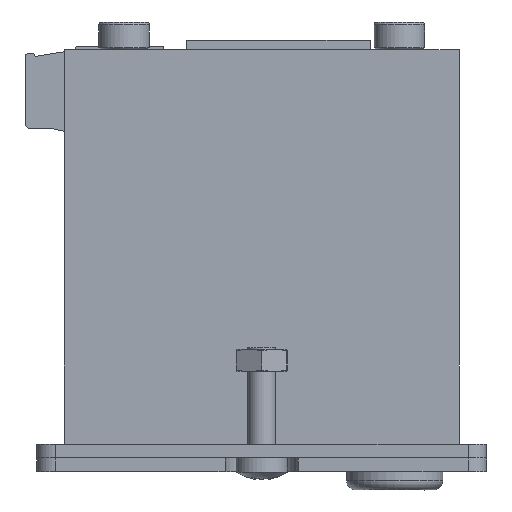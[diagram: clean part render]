
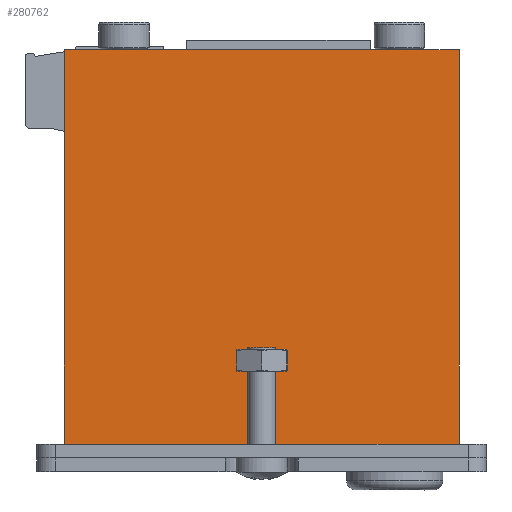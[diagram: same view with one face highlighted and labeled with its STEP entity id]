
A CAD part, left-side view. The second image highlights one B-rep face of the part: STEP entity #280762.
In plain terms, the highlighted planar face has unit normal (-1, 0, 0).
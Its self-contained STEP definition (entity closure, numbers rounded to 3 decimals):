
#279292 = VERTEX_POINT('',#279293);
#279293 = CARTESIAN_POINT('',(0.,43.,0.));
#279302 = PLANE('',#279303);
#279303 = AXIS2_PLACEMENT_3D('',#279304,#279305,#279306);
#279304 = CARTESIAN_POINT('',(0.,43.,0.));
#279305 = DIRECTION('',(0.,1.,0.));
#279306 = DIRECTION('',(1.,0.,0.));
#279314 = PLANE('',#279315);
#279315 = AXIS2_PLACEMENT_3D('',#279316,#279317,#279318);
#279316 = CARTESIAN_POINT('',(45.,21.5,0.));
#279317 = DIRECTION('',(0.,0.,1.));
#279318 = DIRECTION('',(1.,0.,0.));
#279326 = EDGE_CURVE('',#279292,#279327,#279329,.T.);
#279327 = VERTEX_POINT('',#279328);
#279328 = CARTESIAN_POINT('',(0.,43.,43.));
#279329 = SURFACE_CURVE('',#279330,(#279334,#279341),.PCURVE_S1.);
#279330 = LINE('',#279331,#279332);
#279331 = CARTESIAN_POINT('',(0.,43.,0.));
#279332 = VECTOR('',#279333,1.);
#279333 = DIRECTION('',(0.,0.,1.));
#279334 = PCURVE('',#279302,#279335);
#279335 = DEFINITIONAL_REPRESENTATION('',(#279336),#279340);
#279336 = LINE('',#279337,#279338);
#279337 = CARTESIAN_POINT('',(0.,0.));
#279338 = VECTOR('',#279339,1.);
#279339 = DIRECTION('',(0.,-1.));
#279340 = ( GEOMETRIC_REPRESENTATION_CONTEXT(2) 
PARAMETRIC_REPRESENTATION_CONTEXT() REPRESENTATION_CONTEXT('2D SPACE',''
  ) );
#279341 = PCURVE('',#279342,#279347);
#279342 = PLANE('',#279343);
#279343 = AXIS2_PLACEMENT_3D('',#279344,#279345,#279346);
#279344 = CARTESIAN_POINT('',(0.,0.,0.));
#279345 = DIRECTION('',(-1.,0.,0.));
#279346 = DIRECTION('',(0.,1.,0.));
#279347 = DEFINITIONAL_REPRESENTATION('',(#279348),#279352);
#279348 = LINE('',#279349,#279350);
#279349 = CARTESIAN_POINT('',(43.,0.));
#279350 = VECTOR('',#279351,1.);
#279351 = DIRECTION('',(0.,-1.));
#279352 = ( GEOMETRIC_REPRESENTATION_CONTEXT(2) 
PARAMETRIC_REPRESENTATION_CONTEXT() REPRESENTATION_CONTEXT('2D SPACE',''
  ) );
#279370 = PLANE('',#279371);
#279371 = AXIS2_PLACEMENT_3D('',#279372,#279373,#279374);
#279372 = CARTESIAN_POINT('',(45.,21.5,43.));
#279373 = DIRECTION('',(0.,0.,1.));
#279374 = DIRECTION('',(1.,0.,0.));
#279631 = EDGE_CURVE('',#279632,#279292,#279634,.T.);
#279632 = VERTEX_POINT('',#279633);
#279633 = CARTESIAN_POINT('',(0.,37.5,0.));
#279634 = SURFACE_CURVE('',#279635,(#279639,#279646),.PCURVE_S1.);
#279635 = LINE('',#279636,#279637);
#279636 = CARTESIAN_POINT('',(0.,0.,0.));
#279637 = VECTOR('',#279638,1.);
#279638 = DIRECTION('',(0.,1.,0.));
#279639 = PCURVE('',#279314,#279640);
#279640 = DEFINITIONAL_REPRESENTATION('',(#279641),#279645);
#279641 = LINE('',#279642,#279643);
#279642 = CARTESIAN_POINT('',(-45.,-21.5));
#279643 = VECTOR('',#279644,1.);
#279644 = DIRECTION('',(0.,1.));
#279645 = ( GEOMETRIC_REPRESENTATION_CONTEXT(2) 
PARAMETRIC_REPRESENTATION_CONTEXT() REPRESENTATION_CONTEXT('2D SPACE',''
  ) );
#279646 = PCURVE('',#279342,#279647);
#279647 = DEFINITIONAL_REPRESENTATION('',(#279648),#279652);
#279648 = LINE('',#279649,#279650);
#279649 = CARTESIAN_POINT('',(0.,0.));
#279650 = VECTOR('',#279651,1.);
#279651 = DIRECTION('',(1.,0.));
#279652 = ( GEOMETRIC_REPRESENTATION_CONTEXT(2) 
PARAMETRIC_REPRESENTATION_CONTEXT() REPRESENTATION_CONTEXT('2D SPACE',''
  ) );
#280172 = PLANE('',#280173);
#280173 = AXIS2_PLACEMENT_3D('',#280174,#280175,#280176);
#280174 = CARTESIAN_POINT('',(90.,0.,0.));
#280175 = DIRECTION('',(0.,-1.,0.));
#280176 = DIRECTION('',(-1.,0.,0.));
#280299 = EDGE_CURVE('',#280300,#279327,#280302,.T.);
#280300 = VERTEX_POINT('',#280301);
#280301 = CARTESIAN_POINT('',(0.,0.,43.));
#280302 = SURFACE_CURVE('',#280303,(#280307,#280314),.PCURVE_S1.);
#280303 = LINE('',#280304,#280305);
#280304 = CARTESIAN_POINT('',(0.,0.,43.));
#280305 = VECTOR('',#280306,1.);
#280306 = DIRECTION('',(0.,1.,0.));
#280307 = PCURVE('',#279370,#280308);
#280308 = DEFINITIONAL_REPRESENTATION('',(#280309),#280313);
#280309 = LINE('',#280310,#280311);
#280310 = CARTESIAN_POINT('',(-45.,-21.5));
#280311 = VECTOR('',#280312,1.);
#280312 = DIRECTION('',(0.,1.));
#280313 = ( GEOMETRIC_REPRESENTATION_CONTEXT(2) 
PARAMETRIC_REPRESENTATION_CONTEXT() REPRESENTATION_CONTEXT('2D SPACE',''
  ) );
#280314 = PCURVE('',#279342,#280315);
#280315 = DEFINITIONAL_REPRESENTATION('',(#280316),#280320);
#280316 = LINE('',#280317,#280318);
#280317 = CARTESIAN_POINT('',(0.,-43.));
#280318 = VECTOR('',#280319,1.);
#280319 = DIRECTION('',(1.,0.));
#280320 = ( GEOMETRIC_REPRESENTATION_CONTEXT(2) 
PARAMETRIC_REPRESENTATION_CONTEXT() REPRESENTATION_CONTEXT('2D SPACE',''
  ) );
#280762 = ADVANCED_FACE('',(#280763),#279342,.T.);
#280763 = FACE_BOUND('',#280764,.T.);
#280764 = EDGE_LOOP('',(#280765,#280788,#280789,#280790,#280791,#280819,
    #280847,#280875));
#280765 = ORIENTED_EDGE('',*,*,#280766,.T.);
#280766 = EDGE_CURVE('',#280767,#280300,#280769,.T.);
#280767 = VERTEX_POINT('',#280768);
#280768 = CARTESIAN_POINT('',(0.,0.,0.));
#280769 = SURFACE_CURVE('',#280770,(#280774,#280781),.PCURVE_S1.);
#280770 = LINE('',#280771,#280772);
#280771 = CARTESIAN_POINT('',(0.,0.,0.));
#280772 = VECTOR('',#280773,1.);
#280773 = DIRECTION('',(0.,0.,1.));
#280774 = PCURVE('',#279342,#280775);
#280775 = DEFINITIONAL_REPRESENTATION('',(#280776),#280780);
#280776 = LINE('',#280777,#280778);
#280777 = CARTESIAN_POINT('',(0.,0.));
#280778 = VECTOR('',#280779,1.);
#280779 = DIRECTION('',(0.,-1.));
#280780 = ( GEOMETRIC_REPRESENTATION_CONTEXT(2) 
PARAMETRIC_REPRESENTATION_CONTEXT() REPRESENTATION_CONTEXT('2D SPACE',''
  ) );
#280781 = PCURVE('',#280172,#280782);
#280782 = DEFINITIONAL_REPRESENTATION('',(#280783),#280787);
#280783 = LINE('',#280784,#280785);
#280784 = CARTESIAN_POINT('',(90.,0.));
#280785 = VECTOR('',#280786,1.);
#280786 = DIRECTION('',(0.,-1.));
#280787 = ( GEOMETRIC_REPRESENTATION_CONTEXT(2) 
PARAMETRIC_REPRESENTATION_CONTEXT() REPRESENTATION_CONTEXT('2D SPACE',''
  ) );
#280788 = ORIENTED_EDGE('',*,*,#280299,.T.);
#280789 = ORIENTED_EDGE('',*,*,#279326,.F.);
#280790 = ORIENTED_EDGE('',*,*,#279631,.F.);
#280791 = ORIENTED_EDGE('',*,*,#280792,.F.);
#280792 = EDGE_CURVE('',#280793,#279632,#280795,.T.);
#280793 = VERTEX_POINT('',#280794);
#280794 = CARTESIAN_POINT('',(0.,32.5,0.));
#280795 = SURFACE_CURVE('',#280796,(#280800,#280807),.PCURVE_S1.);
#280796 = LINE('',#280797,#280798);
#280797 = CARTESIAN_POINT('',(0.,32.5,0.));
#280798 = VECTOR('',#280799,1.);
#280799 = DIRECTION('',(0.,1.,0.));
#280800 = PCURVE('',#279342,#280801);
#280801 = DEFINITIONAL_REPRESENTATION('',(#280802),#280806);
#280802 = LINE('',#280803,#280804);
#280803 = CARTESIAN_POINT('',(32.5,0.));
#280804 = VECTOR('',#280805,1.);
#280805 = DIRECTION('',(1.,0.));
#280806 = ( GEOMETRIC_REPRESENTATION_CONTEXT(2) 
PARAMETRIC_REPRESENTATION_CONTEXT() REPRESENTATION_CONTEXT('2D SPACE',''
  ) );
#280807 = PCURVE('',#280808,#280813);
#280808 = PLANE('',#280809);
#280809 = AXIS2_PLACEMENT_3D('',#280810,#280811,#280812);
#280810 = CARTESIAN_POINT('',(0.,32.5,0.));
#280811 = DIRECTION('',(1.,0.,0.));
#280812 = DIRECTION('',(0.,1.,0.));
#280813 = DEFINITIONAL_REPRESENTATION('',(#280814),#280818);
#280814 = LINE('',#280815,#280816);
#280815 = CARTESIAN_POINT('',(0.,0.));
#280816 = VECTOR('',#280817,1.);
#280817 = DIRECTION('',(1.,0.));
#280818 = ( GEOMETRIC_REPRESENTATION_CONTEXT(2) 
PARAMETRIC_REPRESENTATION_CONTEXT() REPRESENTATION_CONTEXT('2D SPACE',''
  ) );
#280819 = ORIENTED_EDGE('',*,*,#280820,.F.);
#280820 = EDGE_CURVE('',#280821,#280793,#280823,.T.);
#280821 = VERTEX_POINT('',#280822);
#280822 = CARTESIAN_POINT('',(0.,10.5,0.));
#280823 = SURFACE_CURVE('',#280824,(#280828,#280835),.PCURVE_S1.);
#280824 = LINE('',#280825,#280826);
#280825 = CARTESIAN_POINT('',(0.,0.,0.));
#280826 = VECTOR('',#280827,1.);
#280827 = DIRECTION('',(0.,1.,0.));
#280828 = PCURVE('',#279342,#280829);
#280829 = DEFINITIONAL_REPRESENTATION('',(#280830),#280834);
#280830 = LINE('',#280831,#280832);
#280831 = CARTESIAN_POINT('',(0.,0.));
#280832 = VECTOR('',#280833,1.);
#280833 = DIRECTION('',(1.,0.));
#280834 = ( GEOMETRIC_REPRESENTATION_CONTEXT(2) 
PARAMETRIC_REPRESENTATION_CONTEXT() REPRESENTATION_CONTEXT('2D SPACE',''
  ) );
#280835 = PCURVE('',#280836,#280841);
#280836 = PLANE('',#280837);
#280837 = AXIS2_PLACEMENT_3D('',#280838,#280839,#280840);
#280838 = CARTESIAN_POINT('',(45.,21.5,0.));
#280839 = DIRECTION('',(0.,0.,1.));
#280840 = DIRECTION('',(1.,0.,0.));
#280841 = DEFINITIONAL_REPRESENTATION('',(#280842),#280846);
#280842 = LINE('',#280843,#280844);
#280843 = CARTESIAN_POINT('',(-45.,-21.5));
#280844 = VECTOR('',#280845,1.);
#280845 = DIRECTION('',(0.,1.));
#280846 = ( GEOMETRIC_REPRESENTATION_CONTEXT(2) 
PARAMETRIC_REPRESENTATION_CONTEXT() REPRESENTATION_CONTEXT('2D SPACE',''
  ) );
#280847 = ORIENTED_EDGE('',*,*,#280848,.F.);
#280848 = EDGE_CURVE('',#280849,#280821,#280851,.T.);
#280849 = VERTEX_POINT('',#280850);
#280850 = CARTESIAN_POINT('',(0.,5.5,0.));
#280851 = SURFACE_CURVE('',#280852,(#280856,#280863),.PCURVE_S1.);
#280852 = LINE('',#280853,#280854);
#280853 = CARTESIAN_POINT('',(0.,5.5,0.));
#280854 = VECTOR('',#280855,1.);
#280855 = DIRECTION('',(0.,1.,0.));
#280856 = PCURVE('',#279342,#280857);
#280857 = DEFINITIONAL_REPRESENTATION('',(#280858),#280862);
#280858 = LINE('',#280859,#280860);
#280859 = CARTESIAN_POINT('',(5.5,0.));
#280860 = VECTOR('',#280861,1.);
#280861 = DIRECTION('',(1.,0.));
#280862 = ( GEOMETRIC_REPRESENTATION_CONTEXT(2) 
PARAMETRIC_REPRESENTATION_CONTEXT() REPRESENTATION_CONTEXT('2D SPACE',''
  ) );
#280863 = PCURVE('',#280864,#280869);
#280864 = PLANE('',#280865);
#280865 = AXIS2_PLACEMENT_3D('',#280866,#280867,#280868);
#280866 = CARTESIAN_POINT('',(0.,5.5,0.));
#280867 = DIRECTION('',(1.,0.,0.));
#280868 = DIRECTION('',(0.,1.,0.));
#280869 = DEFINITIONAL_REPRESENTATION('',(#280870),#280874);
#280870 = LINE('',#280871,#280872);
#280871 = CARTESIAN_POINT('',(0.,0.));
#280872 = VECTOR('',#280873,1.);
#280873 = DIRECTION('',(1.,0.));
#280874 = ( GEOMETRIC_REPRESENTATION_CONTEXT(2) 
PARAMETRIC_REPRESENTATION_CONTEXT() REPRESENTATION_CONTEXT('2D SPACE',''
  ) );
#280875 = ORIENTED_EDGE('',*,*,#280876,.F.);
#280876 = EDGE_CURVE('',#280767,#280849,#280877,.T.);
#280877 = SURFACE_CURVE('',#280878,(#280882,#280889),.PCURVE_S1.);
#280878 = LINE('',#280879,#280880);
#280879 = CARTESIAN_POINT('',(0.,0.,0.));
#280880 = VECTOR('',#280881,1.);
#280881 = DIRECTION('',(0.,1.,0.));
#280882 = PCURVE('',#279342,#280883);
#280883 = DEFINITIONAL_REPRESENTATION('',(#280884),#280888);
#280884 = LINE('',#280885,#280886);
#280885 = CARTESIAN_POINT('',(0.,0.));
#280886 = VECTOR('',#280887,1.);
#280887 = DIRECTION('',(1.,0.));
#280888 = ( GEOMETRIC_REPRESENTATION_CONTEXT(2) 
PARAMETRIC_REPRESENTATION_CONTEXT() REPRESENTATION_CONTEXT('2D SPACE',''
  ) );
#280889 = PCURVE('',#280890,#280895);
#280890 = PLANE('',#280891);
#280891 = AXIS2_PLACEMENT_3D('',#280892,#280893,#280894);
#280892 = CARTESIAN_POINT('',(45.,21.5,0.));
#280893 = DIRECTION('',(0.,0.,1.));
#280894 = DIRECTION('',(1.,0.,0.));
#280895 = DEFINITIONAL_REPRESENTATION('',(#280896),#280900);
#280896 = LINE('',#280897,#280898);
#280897 = CARTESIAN_POINT('',(-45.,-21.5));
#280898 = VECTOR('',#280899,1.);
#280899 = DIRECTION('',(0.,1.));
#280900 = ( GEOMETRIC_REPRESENTATION_CONTEXT(2) 
PARAMETRIC_REPRESENTATION_CONTEXT() REPRESENTATION_CONTEXT('2D SPACE',''
  ) );
